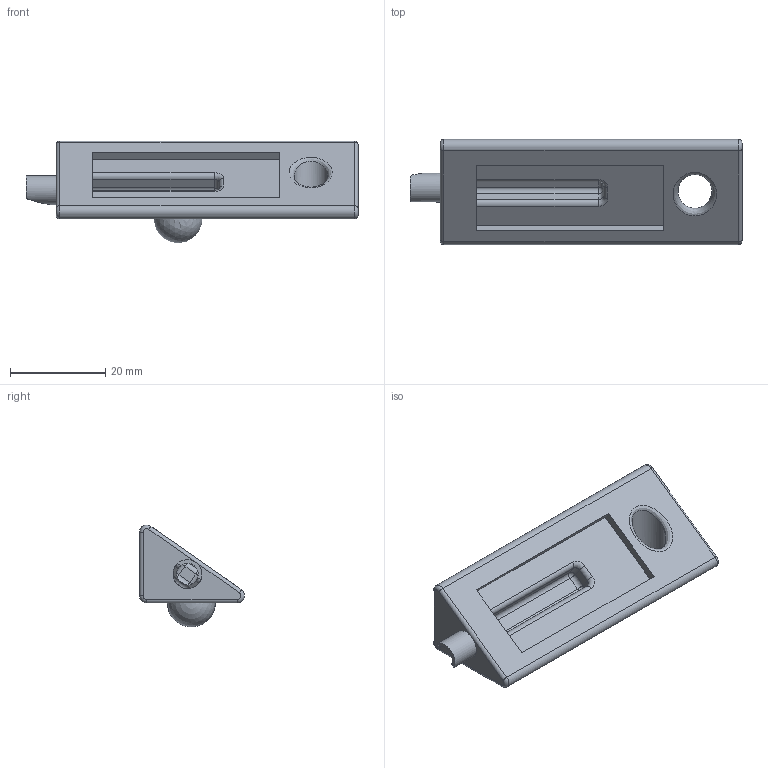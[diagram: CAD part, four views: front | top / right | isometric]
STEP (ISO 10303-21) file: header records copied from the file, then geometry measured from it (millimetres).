
FILE_DESCRIPTION(/* description */ ('STEP AP242','CAx-IF Rec.Pracs.---Representation and Presentation of Product Manufacturing Information (PMI)---4.0---2014-10-13','CAx-IF Rec.Pracs.---3D Tessellated Geometry---0.4---2014-09-14','2;1'),/* implementation_level */ '2;1');
FILE_NAME(/* name */ '648c6f09ec61bd1440725c0c',/* time_stamp */ '2023-06-16T14:17:45Z',/* author */ (''),/* organization */ (''),/* preprocessor_version */ 'ST-DEVELOPER v19.4',/* originating_system */ ' ',/* authorisation */ ' ');
FILE_SCHEMA (('AP242_MANAGED_MODEL_BASED_3D_ENGINEERING_MIM_LF { 1 0 10303 442 1 1 4 }'));
Length unit declared in the file: metre
Products named in the file (1): Part 1
Bounding box: 69.85 x 22.09 x 21.42 mm (x, y, z)
Volume: 11985.2 mm3; surface area: 5374.5 mm2
Topology: 1 solids, 1 shells, 55 faces, 138 edges, 81 vertices
Faces by surface type: cylinder 23, plane 19, torus 9, sphere 3, bspline 1
Full cylindrical faces by diameter (mm): 4.572 x1, 6.096 x1, 7.112 x1
Entity records: 1617 total; most frequent: CARTESIAN_POINT 326, DIRECTION 284, ORIENTED_EDGE 248, EDGE_CURVE 124, AXIS2_PLACEMENT_3D 112, VERTEX_POINT 76, EDGE_LOOP 64, FACE_BOUND 64
